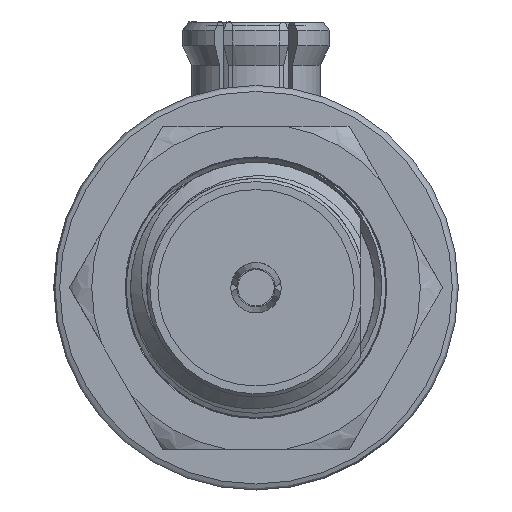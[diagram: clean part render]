
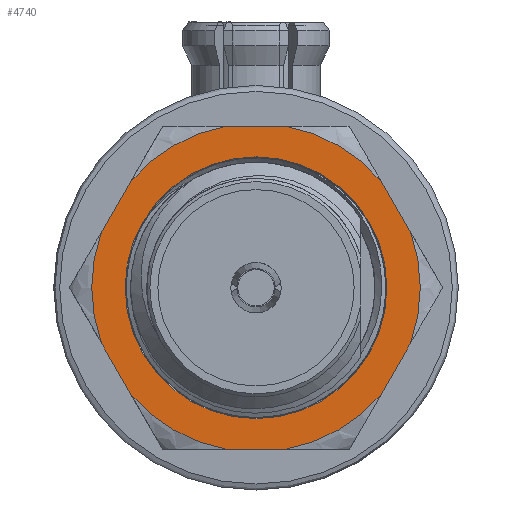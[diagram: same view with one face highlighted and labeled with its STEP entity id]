
A CAD part, front view. The second image highlights one B-rep face of the part: STEP entity #4740.
In plain terms, the highlighted planar face has unit normal (0, -1, 0).
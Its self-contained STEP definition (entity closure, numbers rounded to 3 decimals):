
#626=LINE('',#23074,#874);
#627=LINE('',#23078,#875);
#628=LINE('',#23082,#876);
#629=LINE('',#23086,#877);
#630=LINE('',#23090,#878);
#631=LINE('',#23094,#879);
#874=VECTOR('',#7443,1000.);
#875=VECTOR('',#7446,1000.);
#876=VECTOR('',#7449,1000.);
#877=VECTOR('',#7452,1000.);
#878=VECTOR('',#7455,1000.);
#879=VECTOR('',#7458,1000.);
#1789=ORIENTED_EDGE('',*,*,#2829,.T.);
#1790=ORIENTED_EDGE('',*,*,#2851,.F.);
#1791=ORIENTED_EDGE('',*,*,#2852,.T.);
#1792=ORIENTED_EDGE('',*,*,#2853,.F.);
#1793=ORIENTED_EDGE('',*,*,#2854,.T.);
#1794=ORIENTED_EDGE('',*,*,#2855,.F.);
#1795=ORIENTED_EDGE('',*,*,#2856,.T.);
#1796=ORIENTED_EDGE('',*,*,#2857,.F.);
#1797=ORIENTED_EDGE('',*,*,#2858,.T.);
#1798=ORIENTED_EDGE('',*,*,#2859,.F.);
#1799=ORIENTED_EDGE('',*,*,#2860,.T.);
#1800=ORIENTED_EDGE('',*,*,#2861,.F.);
#1801=ORIENTED_EDGE('',*,*,#2862,.T.);
#2829=EDGE_CURVE('',#3434,#3434,#3734,.F.);
#2851=EDGE_CURVE('',#3452,#3453,#3746,.F.);
#2852=EDGE_CURVE('',#3452,#3454,#626,.T.);
#2853=EDGE_CURVE('',#3455,#3454,#3747,.F.);
#2854=EDGE_CURVE('',#3455,#3456,#627,.T.);
#2855=EDGE_CURVE('',#3457,#3456,#3748,.F.);
#2856=EDGE_CURVE('',#3457,#3458,#628,.T.);
#2857=EDGE_CURVE('',#3459,#3458,#3749,.F.);
#2858=EDGE_CURVE('',#3459,#3460,#629,.T.);
#2859=EDGE_CURVE('',#3461,#3460,#3750,.F.);
#2860=EDGE_CURVE('',#3461,#3462,#630,.T.);
#2861=EDGE_CURVE('',#3463,#3462,#3751,.F.);
#2862=EDGE_CURVE('',#3463,#3453,#631,.T.);
#3434=VERTEX_POINT('',#22756);
#3452=VERTEX_POINT('',#23072);
#3453=VERTEX_POINT('',#23073);
#3454=VERTEX_POINT('',#23075);
#3455=VERTEX_POINT('',#23077);
#3456=VERTEX_POINT('',#23079);
#3457=VERTEX_POINT('',#23081);
#3458=VERTEX_POINT('',#23083);
#3459=VERTEX_POINT('',#23085);
#3460=VERTEX_POINT('',#23087);
#3461=VERTEX_POINT('',#23089);
#3462=VERTEX_POINT('',#23091);
#3463=VERTEX_POINT('',#23093);
#3734=CIRCLE('',#6677,3.3);
#3746=CIRCLE('',#6694,4.142);
#3747=CIRCLE('',#6695,4.142);
#3748=CIRCLE('',#6696,4.142);
#3749=CIRCLE('',#6697,4.142);
#3750=CIRCLE('',#6698,4.142);
#3751=CIRCLE('',#6699,4.142);
#4024=EDGE_LOOP('',(#1789));
#4025=EDGE_LOOP('',(#1790,#1791,#1792,#1793,#1794,#1795,#1796,#1797,#1798,
#1799,#1800,#1801));
#4347=FACE_BOUND('',#4024,.T.);
#4348=FACE_BOUND('',#4025,.T.);
#4549=PLANE('',#6693);
#4740=ADVANCED_FACE('',(#4347,#4348),#4549,.T.);
#6677=AXIS2_PLACEMENT_3D('',#22755,#7401,#7402);
#6693=AXIS2_PLACEMENT_3D('',#23070,#7439,#7440);
#6694=AXIS2_PLACEMENT_3D('',#23071,#7441,#7442);
#6695=AXIS2_PLACEMENT_3D('',#23076,#7444,#7445);
#6696=AXIS2_PLACEMENT_3D('',#23080,#7447,#7448);
#6697=AXIS2_PLACEMENT_3D('',#23084,#7450,#7451);
#6698=AXIS2_PLACEMENT_3D('',#23088,#7453,#7454);
#6699=AXIS2_PLACEMENT_3D('',#23092,#7456,#7457);
#7401=DIRECTION('',(0.,-1.,0.));
#7402=DIRECTION('',(0.,0.,-1.));
#7439=DIRECTION('',(0.,-1.,0.));
#7440=DIRECTION('',(0.,0.,-1.));
#7441=DIRECTION('',(0.,-1.,0.));
#7442=DIRECTION('',(0.,0.,-1.));
#7443=DIRECTION('',(1.,0.,0.));
#7444=DIRECTION('',(0.,-1.,0.));
#7445=DIRECTION('',(0.,0.,-1.));
#7446=DIRECTION('',(0.5,0.,0.866));
#7447=DIRECTION('',(0.,-1.,0.));
#7448=DIRECTION('',(0.,0.,-1.));
#7449=DIRECTION('',(-0.5,0.,0.866));
#7450=DIRECTION('',(0.,-1.,0.));
#7451=DIRECTION('',(0.,0.,-1.));
#7452=DIRECTION('',(-1.,0.,0.));
#7453=DIRECTION('',(0.,-1.,0.));
#7454=DIRECTION('',(0.,0.,-1.));
#7455=DIRECTION('',(-0.5,0.,-0.866));
#7456=DIRECTION('',(0.,-1.,0.));
#7457=DIRECTION('',(0.,0.,-1.));
#7458=DIRECTION('',(0.5,0.,-0.866));
#22755=CARTESIAN_POINT('',(0.,-74.1,0.));
#22756=CARTESIAN_POINT('',(0.,-74.1,-3.3));
#23070=CARTESIAN_POINT('',(0.,-74.1,0.));
#23071=CARTESIAN_POINT('',(0.,-74.1,0.));
#23072=CARTESIAN_POINT('',(-0.744,-74.1,-4.075));
#23073=CARTESIAN_POINT('',(-3.157,-74.1,-2.682));
#23074=CARTESIAN_POINT('',(-2.353,-74.1,-4.075));
#23075=CARTESIAN_POINT('',(0.744,-74.1,-4.075));
#23076=CARTESIAN_POINT('',(0.,-74.1,0.));
#23077=CARTESIAN_POINT('',(3.157,-74.1,-2.682));
#23078=CARTESIAN_POINT('',(2.353,-74.1,-4.075));
#23079=CARTESIAN_POINT('',(3.901,-74.1,-1.393));
#23080=CARTESIAN_POINT('',(0.,-74.1,0.));
#23081=CARTESIAN_POINT('',(3.901,-74.1,1.393));
#23082=CARTESIAN_POINT('',(4.705,-74.1,0.));
#23083=CARTESIAN_POINT('',(3.157,-74.1,2.682));
#23084=CARTESIAN_POINT('',(0.,-74.1,0.));
#23085=CARTESIAN_POINT('',(0.744,-74.1,4.075));
#23086=CARTESIAN_POINT('',(2.353,-74.1,4.075));
#23087=CARTESIAN_POINT('',(-0.744,-74.1,4.075));
#23088=CARTESIAN_POINT('',(0.,-74.1,0.));
#23089=CARTESIAN_POINT('',(-3.157,-74.1,2.682));
#23090=CARTESIAN_POINT('',(-2.353,-74.1,4.075));
#23091=CARTESIAN_POINT('',(-3.901,-74.1,1.393));
#23092=CARTESIAN_POINT('',(0.,-74.1,0.));
#23093=CARTESIAN_POINT('',(-3.901,-74.1,-1.393));
#23094=CARTESIAN_POINT('',(-4.705,-74.1,0.));
